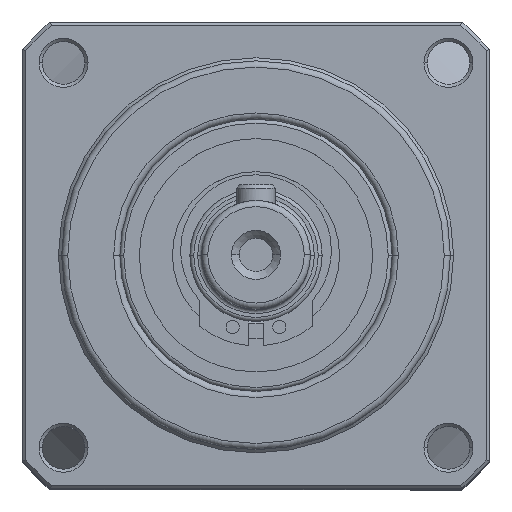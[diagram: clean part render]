
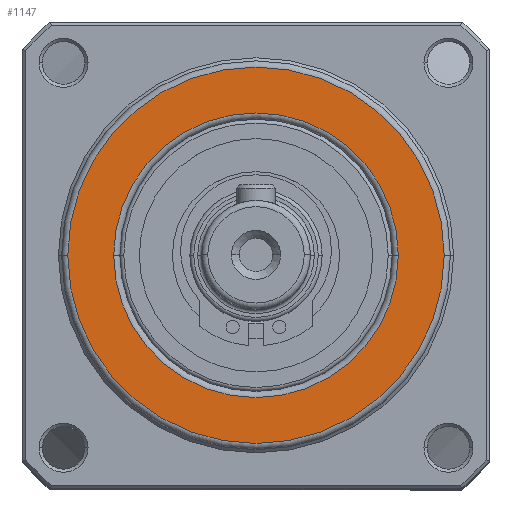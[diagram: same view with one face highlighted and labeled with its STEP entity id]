
A CAD part, top view. The second image highlights one B-rep face of the part: STEP entity #1147.
In plain terms, the highlighted planar face has unit normal (0, 0, 1).
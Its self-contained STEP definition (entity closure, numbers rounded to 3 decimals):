
#212 = EDGE_CURVE ( 'NONE', #3296, #9726, #12057, .T. ) ;
#410 = DIRECTION ( 'NONE',  ( 1., 0., 0. ) ) ;
#910 = DIRECTION ( 'NONE',  ( 0., 0., 1. ) ) ;
#1086 = EDGE_CURVE ( 'NONE', #9726, #3296, #9351, .T. ) ;
#1147 = ADVANCED_FACE ( 'NONE', ( #4517, #12701 ), #12483, .T. ) ;
#1740 = AXIS2_PLACEMENT_3D ( 'NONE', #8425, #2079, #5183 ) ;
#1870 = CARTESIAN_POINT ( 'NONE',  ( 0., 0., 31. ) ) ;
#2079 = DIRECTION ( 'NONE',  ( 0., 0., -1. ) ) ;
#2615 = CARTESIAN_POINT ( 'NONE',  ( 18.3, 0., 31. ) ) ;
#3037 = EDGE_CURVE ( 'NONE', #8315, #3099, #7971, .T. ) ;
#3049 = CARTESIAN_POINT ( 'NONE',  ( -18.3, 0., 31. ) ) ;
#3055 = DIRECTION ( 'NONE',  ( 1., 0., 0. ) ) ;
#3099 = VERTEX_POINT ( 'NONE', #3049 ) ;
#3296 = VERTEX_POINT ( 'NONE', #10520 ) ;
#4057 = CARTESIAN_POINT ( 'NONE',  ( 0., 0., 31. ) ) ;
#4058 = CIRCLE ( 'NONE', #12609, 18.3 ) ;
#4517 = FACE_BOUND ( 'NONE', #10022, .T. ) ;
#4706 = DIRECTION ( 'NONE',  ( 0., 0., -1. ) ) ;
#5174 = DIRECTION ( 'NONE',  ( 0., 0., 1. ) ) ;
#5183 = DIRECTION ( 'NONE',  ( 1., 0., 0. ) ) ;
#6000 = AXIS2_PLACEMENT_3D ( 'NONE', #4057, #5174, #3055 ) ;
#6334 = DIRECTION ( 'NONE',  ( 1., 0., 0. ) ) ;
#7071 = DIRECTION ( 'NONE',  ( 1., 0., 0. ) ) ;
#7971 = CIRCLE ( 'NONE', #1740, 18.3 ) ;
#8115 = EDGE_LOOP ( 'NONE', ( #10792, #10588 ) ) ;
#8175 = CARTESIAN_POINT ( 'NONE',  ( 0., 0., 31. ) ) ;
#8229 = CARTESIAN_POINT ( 'NONE',  ( -24.2, 0., 31. ) ) ;
#8315 = VERTEX_POINT ( 'NONE', #2615 ) ;
#8425 = CARTESIAN_POINT ( 'NONE',  ( 0., 0., 31. ) ) ;
#9030 = AXIS2_PLACEMENT_3D ( 'NONE', #1870, #910, #6334 ) ;
#9351 = CIRCLE ( 'NONE', #11904, 24.2 ) ;
#9502 = EDGE_CURVE ( 'NONE', #3099, #8315, #4058, .T. ) ;
#9726 = VERTEX_POINT ( 'NONE', #8229 ) ;
#9937 = ORIENTED_EDGE ( 'NONE', *, *, #3037, .T. ) ;
#10022 = EDGE_LOOP ( 'NONE', ( #9937, #10117 ) ) ;
#10117 = ORIENTED_EDGE ( 'NONE', *, *, #9502, .T. ) ;
#10249 = DIRECTION ( 'NONE',  ( 0., 0., 1. ) ) ;
#10520 = CARTESIAN_POINT ( 'NONE',  ( 24.2, 0., 31. ) ) ;
#10588 = ORIENTED_EDGE ( 'NONE', *, *, #1086, .T. ) ;
#10792 = ORIENTED_EDGE ( 'NONE', *, *, #212, .T. ) ;
#11091 = CARTESIAN_POINT ( 'NONE',  ( 0., 0., 31. ) ) ;
#11904 = AXIS2_PLACEMENT_3D ( 'NONE', #8175, #10249, #7071 ) ;
#12057 = CIRCLE ( 'NONE', #6000, 24.2 ) ;
#12483 = PLANE ( 'NONE',  #9030 ) ;
#12609 = AXIS2_PLACEMENT_3D ( 'NONE', #11091, #4706, #410 ) ;
#12701 = FACE_OUTER_BOUND ( 'NONE', #8115, .T. ) ;
